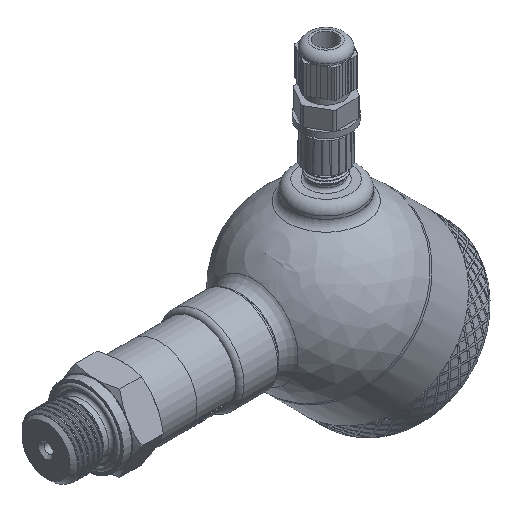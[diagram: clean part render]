
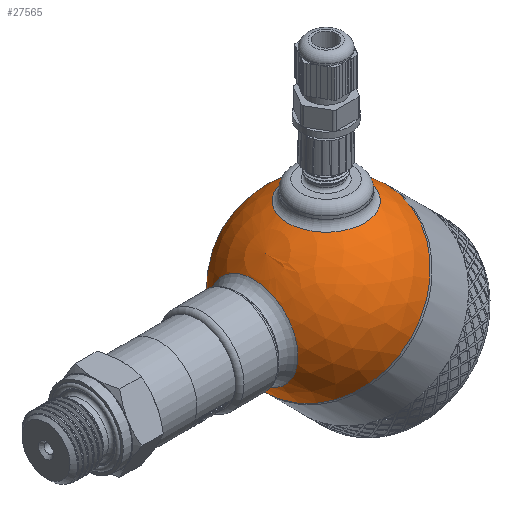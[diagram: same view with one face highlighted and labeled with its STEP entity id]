
A CAD part, isometric view. The second image highlights one B-rep face of the part: STEP entity #27565.
In plain terms, the highlighted spherical face has radius 30 mm.
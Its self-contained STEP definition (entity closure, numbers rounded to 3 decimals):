
#65=SPHERICAL_SURFACE('',#29243,30.);
#149=FACE_BOUND('',#3879,.T.);
#150=FACE_BOUND('',#3880,.T.);
#2121=FACE_OUTER_BOUND('',#3878,.T.);
#3878=EDGE_LOOP('',(#19970,#19971,#19972,#19973));
#3879=EDGE_LOOP('',(#19974));
#3880=EDGE_LOOP('',(#19975));
#5539=CIRCLE('',#29165,30.);
#5540=CIRCLE('',#29166,30.);
#5567=CIRCLE('',#29239,13.5);
#5570=CIRCLE('',#29244,30.);
#5571=CIRCLE('',#29245,15.643);
#10978=VERTEX_POINT('',#37947);
#10979=VERTEX_POINT('',#37949);
#11478=VERTEX_POINT('',#44336);
#11480=VERTEX_POINT('',#44343);
#11481=VERTEX_POINT('',#44345);
#13927=EDGE_CURVE('',#10978,#10979,#5539,.T.);
#13928=EDGE_CURVE('',#10979,#10978,#5540,.T.);
#14679=EDGE_CURVE('',#11478,#11478,#5567,.T.);
#14682=EDGE_CURVE('',#10979,#11480,#5570,.T.);
#14683=EDGE_CURVE('',#11481,#11481,#5571,.T.);
#19970=ORIENTED_EDGE('',*,*,#13928,.F.);
#19971=ORIENTED_EDGE('',*,*,#14682,.T.);
#19972=ORIENTED_EDGE('',*,*,#14682,.F.);
#19973=ORIENTED_EDGE('',*,*,#13927,.F.);
#19974=ORIENTED_EDGE('',*,*,#14683,.F.);
#19975=ORIENTED_EDGE('',*,*,#14679,.F.);
#27565=ADVANCED_FACE('',(#2121,#149,#150),#65,.T.);
#29165=AXIS2_PLACEMENT_3D('',#37950,#30695,#30696);
#29166=AXIS2_PLACEMENT_3D('',#37951,#30697,#30698);
#29239=AXIS2_PLACEMENT_3D('',#44337,#31107,#31108);
#29243=AXIS2_PLACEMENT_3D('',#44342,#31115,#31116);
#29244=AXIS2_PLACEMENT_3D('',#44344,#31117,#31118);
#29245=AXIS2_PLACEMENT_3D('',#44346,#31119,#31120);
#30695=DIRECTION('center_axis',(1.,0.,0.));
#30696=DIRECTION('ref_axis',(0.,1.,0.));
#30697=DIRECTION('center_axis',(1.,0.,0.));
#30698=DIRECTION('ref_axis',(0.,1.,0.));
#31107=DIRECTION('center_axis',(-0.707,0.,-0.707));
#31108=DIRECTION('ref_axis',(-0.707,0.,0.707));
#31115=DIRECTION('center_axis',(1.,0.,0.));
#31116=DIRECTION('ref_axis',(0.,-1.,0.));
#31117=DIRECTION('center_axis',(0.,0.,1.));
#31118=DIRECTION('ref_axis',(0.,1.,0.));
#31119=DIRECTION('center_axis',(-0.707,0.,0.707));
#31120=DIRECTION('ref_axis',(0.707,0.,0.707));
#37947=CARTESIAN_POINT('',(0.,-30.,0.));
#37949=CARTESIAN_POINT('',(0.,30.,0.));
#37950=CARTESIAN_POINT('Origin',(0.,0.,0.));
#37951=CARTESIAN_POINT('Origin',(0.,0.,0.));
#44336=CARTESIAN_POINT('',(-9.398,0.,-28.49));
#44337=CARTESIAN_POINT('Origin',(-18.944,0.,-18.944));
#44342=CARTESIAN_POINT('Origin',(0.,0.,0.));
#44343=CARTESIAN_POINT('',(-30.,0.,0.));
#44344=CARTESIAN_POINT('Origin',(0.,0.,0.));
#44345=CARTESIAN_POINT('',(-29.162,0.,7.04));
#44346=CARTESIAN_POINT('Origin',(-18.101,0.,18.101));
